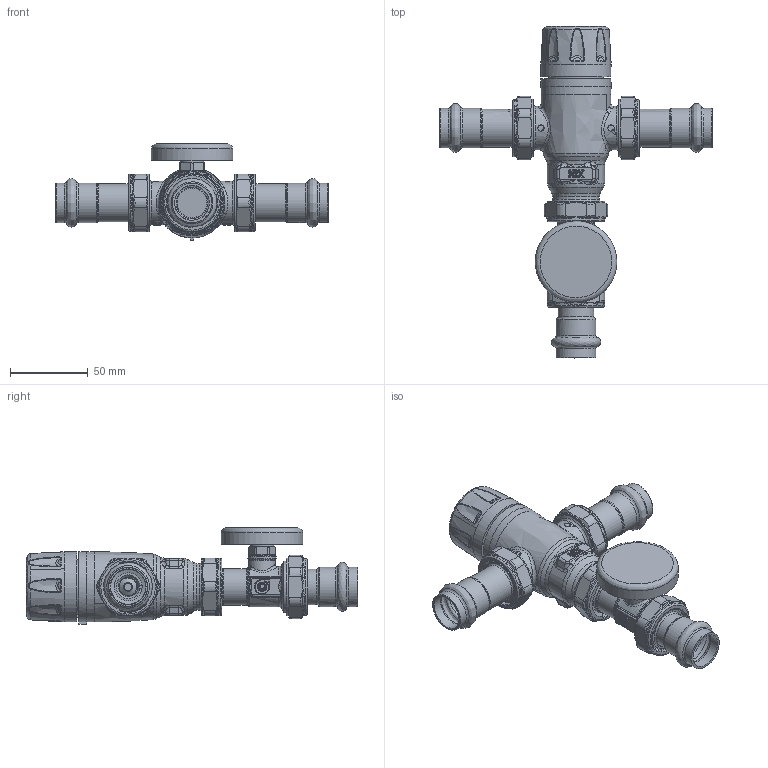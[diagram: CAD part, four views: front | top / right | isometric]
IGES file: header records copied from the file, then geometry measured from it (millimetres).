
Global section: file name: 521516AC_Simplify_1; native system: Autodesk Inventor 2025; preprocessor: unknown; author: ischreiner; date: 20250731.125442; units: inch
Bounding box: 175.11 x 213.18 x 61.89 mm (x, y, z)
Volume: 291863.5 mm3; surface area: 81272.9 mm2
Topology: 10 solids, 10 shells, 2608 faces, 6451 edges, 3746 vertices
Faces by surface type: bspline 2608
